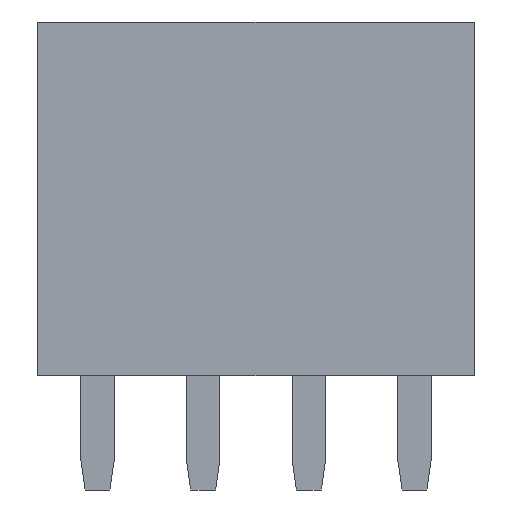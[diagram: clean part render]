
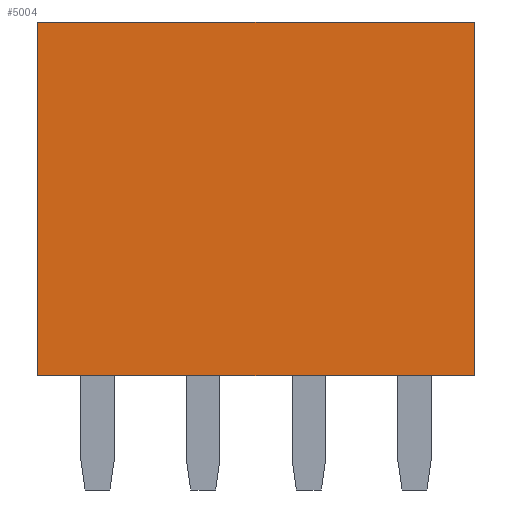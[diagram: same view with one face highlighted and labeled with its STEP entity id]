
A CAD part, front view. The second image highlights one B-rep face of the part: STEP entity #5004.
In plain terms, the highlighted planar face has unit normal (0, -1, 0).
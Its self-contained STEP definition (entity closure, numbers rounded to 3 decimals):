
#358=FACE_OUTER_BOUND('',#640,.T.);
#640=EDGE_LOOP('',(#4459,#4460,#4461,#4462));
#1024=LINE('',#7424,#1704);
#1236=LINE('',#7848,#1916);
#1250=LINE('',#7874,#1930);
#1321=LINE('',#8017,#2001);
#1704=VECTOR('',#6051,10.);
#1916=VECTOR('',#6427,10.);
#1930=VECTOR('',#6453,10.);
#2001=VECTOR('',#6612,10.);
#2269=VERTEX_POINT('',#7421);
#2270=VERTEX_POINT('',#7423);
#2400=VERTEX_POINT('',#7847);
#2406=VERTEX_POINT('',#7872);
#2816=EDGE_CURVE('',#2270,#2269,#1024,.T.);
#3028=EDGE_CURVE('',#2270,#2400,#1236,.T.);
#3042=EDGE_CURVE('',#2406,#2269,#1250,.T.);
#3113=EDGE_CURVE('',#2400,#2406,#1321,.T.);
#4459=ORIENTED_EDGE('',*,*,#2816,.T.);
#4460=ORIENTED_EDGE('',*,*,#3042,.F.);
#4461=ORIENTED_EDGE('',*,*,#3113,.F.);
#4462=ORIENTED_EDGE('',*,*,#3028,.F.);
#4738=PLANE('',#5377);
#5004=ADVANCED_FACE('',(#358),#4738,.T.);
#5377=AXIS2_PLACEMENT_3D('',#8016,#6610,#6611);
#6051=DIRECTION('',(0.,0.,1.));
#6427=DIRECTION('',(-1.,0.,0.));
#6453=DIRECTION('',(1.,0.,0.));
#6610=DIRECTION('center_axis',(0.,-1.,0.));
#6611=DIRECTION('ref_axis',(1.,0.,0.));
#6612=DIRECTION('',(0.,0.,1.));
#7421=CARTESIAN_POINT('',(9.06,-3.72,5.5));
#7423=CARTESIAN_POINT('',(9.06,-3.72,-3.));
#7424=CARTESIAN_POINT('',(9.06,-3.72,0.));
#7847=CARTESIAN_POINT('',(-1.44,-3.72,-3.));
#7848=CARTESIAN_POINT('',(-1.44,-3.72,-3.));
#7872=CARTESIAN_POINT('',(-1.44,-3.72,5.5));
#7874=CARTESIAN_POINT('',(9.06,-3.72,5.5));
#8016=CARTESIAN_POINT('Origin',(-1.44,-3.72,0.));
#8017=CARTESIAN_POINT('',(-1.44,-3.72,0.));
